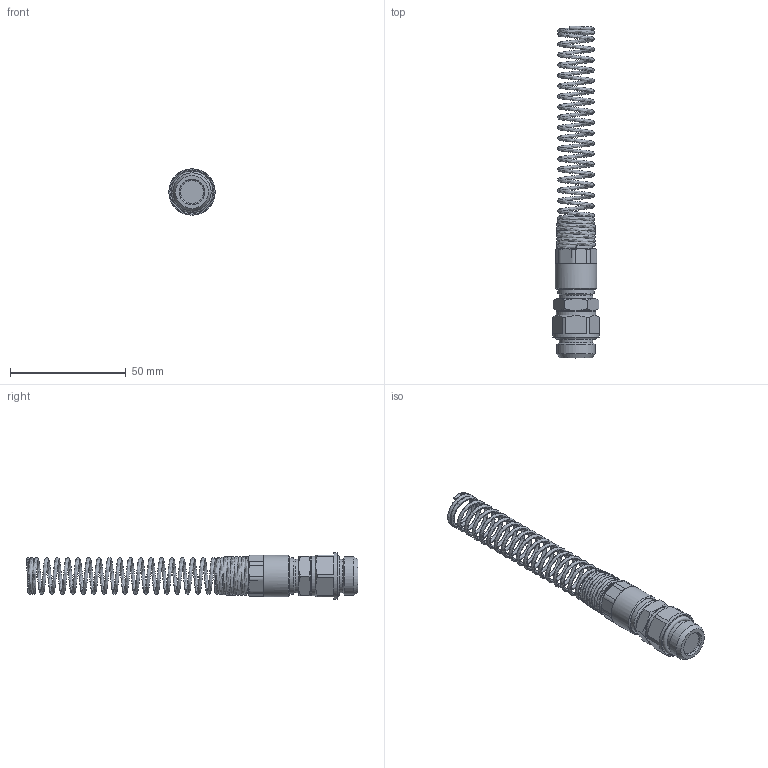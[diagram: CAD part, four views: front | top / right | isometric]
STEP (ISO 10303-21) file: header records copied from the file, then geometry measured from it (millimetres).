
FILE_DESCRIPTION(/* description */ (''),/* implementation_level */ '2;1');
FILE_NAME(/* name */ 'ck_3810_dr_ks_msv.stp',/* time_stamp */ '2017-03-31T13:43:51+02:00',/* author */ ('hamoud'),/* organization */ (''),/* preprocessor_version */ 'ST-DEVELOPER v15.6',/* originating_system */ 'Autodesk Inventor LT ',/* authorisation */ '');
FILE_SCHEMA (('AUTOMOTIVE_DESIGN { 1 0 10303 214 3 1 1 }'));
Products named in the file (1): 0102700008
Bounding box: 20 x 143.25 x 20 mm (x, y, z)
Volume: 14664.7 mm3; surface area: 11036 mm2
Topology: 3 solids, 4 shells, 106 faces, 236 edges, 148 vertices
Faces by surface type: plane 45, cone 30, cylinder 23, bspline 4, torus 4
Full cylindrical faces by diameter (mm): 10 x1, 12.2 x1, 12.292 x1, 14 x2, 14.1 x1, 14.4 x1, 14.5 x1, 15.9 x1, 15.936 x1, 16.5 x1, 17 x1, 18 x1, 20 x1
Entity records: 34236 total; most frequent: CARTESIAN_POINT 32141, DIRECTION 421, ORIENTED_EDGE 400, EDGE_CURVE 200, AXIS2_PLACEMENT_3D 186, EDGE_LOOP 147, VERTEX_POINT 139, FACE_OUTER_BOUND 106
